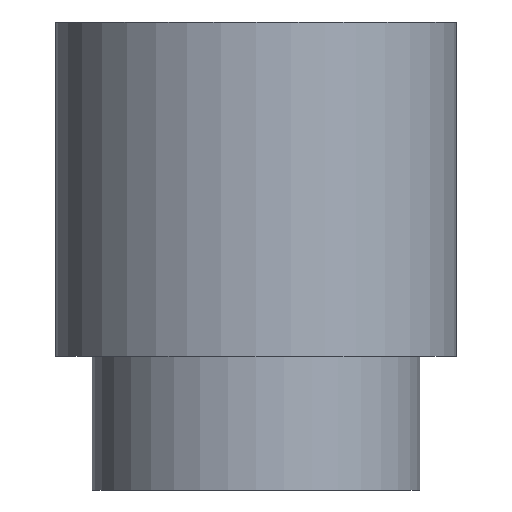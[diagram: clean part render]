
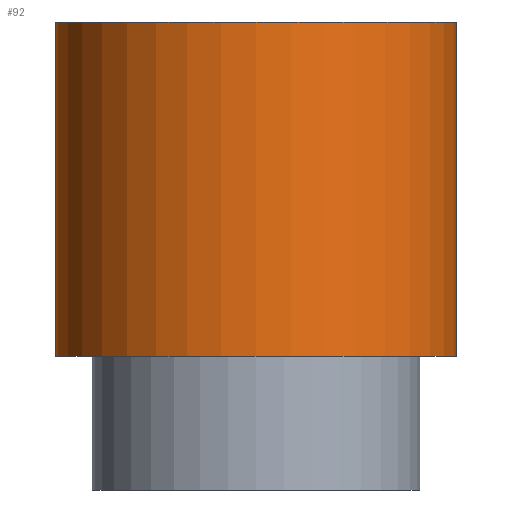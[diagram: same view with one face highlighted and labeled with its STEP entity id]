
A CAD part, front view. The second image highlights one B-rep face of the part: STEP entity #92.
In plain terms, the highlighted cylindrical face has radius 6 mm (diameter 12 mm), a full revolution.
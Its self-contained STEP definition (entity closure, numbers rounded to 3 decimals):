
#29=FACE_OUTER_BOUND('',#37,.T.);
#37=EDGE_LOOP('',(#79,#80,#81,#82));
#42=LINE('',#176,#45);
#45=VECTOR('',#150,6.);
#48=CIRCLE('',#113,6.);
#51=CIRCLE('',#119,6.);
#54=VERTEX_POINT('',#164);
#57=VERTEX_POINT('',#174);
#61=EDGE_CURVE('',#54,#54,#48,.T.);
#65=EDGE_CURVE('',#57,#57,#51,.T.);
#66=EDGE_CURVE('',#57,#54,#42,.T.);
#79=ORIENTED_EDGE('',*,*,#65,.F.);
#80=ORIENTED_EDGE('',*,*,#66,.T.);
#81=ORIENTED_EDGE('',*,*,#61,.F.);
#82=ORIENTED_EDGE('',*,*,#66,.F.);
#87=CYLINDRICAL_SURFACE('',#118,6.);
#92=ADVANCED_FACE('',(#29),#87,.T.);
#113=AXIS2_PLACEMENT_3D('',#165,#135,#136);
#118=AXIS2_PLACEMENT_3D('',#173,#146,#147);
#119=AXIS2_PLACEMENT_3D('',#175,#148,#149);
#135=DIRECTION('center_axis',(0.,0.,1.));
#136=DIRECTION('ref_axis',(-1.,0.,0.));
#146=DIRECTION('center_axis',(0.,0.,-1.));
#147=DIRECTION('ref_axis',(-1.,0.,0.));
#148=DIRECTION('center_axis',(0.,0.,-1.));
#149=DIRECTION('ref_axis',(-1.,0.,0.));
#150=DIRECTION('',(0.,0.,1.));
#164=CARTESIAN_POINT('',(6.,0.,12.5));
#165=CARTESIAN_POINT('Origin',(0.,0.,12.5));
#173=CARTESIAN_POINT('Origin',(0.,0.,4.));
#174=CARTESIAN_POINT('',(6.,0.,2.5));
#175=CARTESIAN_POINT('Origin',(0.,0.,2.5));
#176=CARTESIAN_POINT('',(6.,0.,4.));
